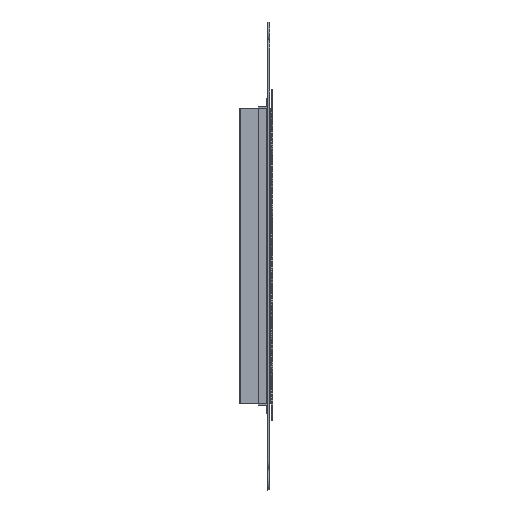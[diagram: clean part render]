
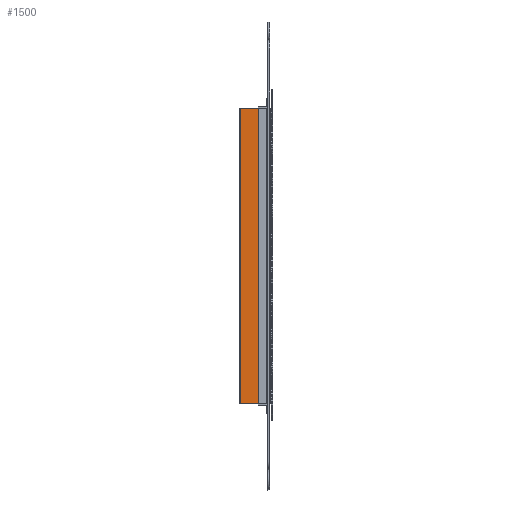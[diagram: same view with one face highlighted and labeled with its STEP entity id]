
A CAD part, left-side view. The second image highlights one B-rep face of the part: STEP entity #1500.
In plain terms, the highlighted free-form (B-spline) face has degree [2, 1] with [3, 2] control points.
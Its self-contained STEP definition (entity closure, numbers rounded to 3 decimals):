
#1500=ADVANCED_FACE('',(#1762),#5920,.T.);
#1762=FACE_OUTER_BOUND('',#2029,.T.);
#2029=EDGE_LOOP('',(#2382,#2383,#2384,#2385));
#2382=ORIENTED_EDGE('',*,*,#3751,.T.);
#2383=ORIENTED_EDGE('',*,*,#3732,.T.);
#2384=ORIENTED_EDGE('',*,*,#3752,.F.);
#2385=ORIENTED_EDGE('',*,*,#3749,.F.);
#3732=EDGE_CURVE('',#5393,#5396,#4549,.T.);
#3749=EDGE_CURVE('',#5407,#5408,#4566,.T.);
#3751=EDGE_CURVE('',#5407,#5393,#4568,.T.);
#3752=EDGE_CURVE('',#5408,#5396,#4569,.T.);
#4549=(
BOUNDED_CURVE()
B_SPLINE_CURVE(1,(#6592,#6593),.UNSPECIFIED.,.F.,.F.)
B_SPLINE_CURVE_WITH_KNOTS((2,2),(0.,935.),.UNSPECIFIED.)
CURVE()
GEOMETRIC_REPRESENTATION_ITEM()
RATIONAL_B_SPLINE_CURVE((1.,1.))
REPRESENTATION_ITEM('')
);
#4566=(
BOUNDED_CURVE()
B_SPLINE_CURVE(1,(#6637,#6638),.UNSPECIFIED.,.F.,.F.)
B_SPLINE_CURVE_WITH_KNOTS((2,2),(0.,935.),.UNSPECIFIED.)
CURVE()
GEOMETRIC_REPRESENTATION_ITEM()
RATIONAL_B_SPLINE_CURVE((1.,1.))
REPRESENTATION_ITEM('')
);
#4568=(
BOUNDED_CURVE()
B_SPLINE_CURVE(2,(#6642,#6643,#6644),.UNSPECIFIED.,.F.,.F.)
B_SPLINE_CURVE_WITH_KNOTS((3,3),(-99.142,-3.142),
 .UNSPECIFIED.)
CURVE()
GEOMETRIC_REPRESENTATION_ITEM()
RATIONAL_B_SPLINE_CURVE((1.,1.,1.))
REPRESENTATION_ITEM('')
);
#4569=(
BOUNDED_CURVE()
B_SPLINE_CURVE(2,(#6645,#6646,#6647),.UNSPECIFIED.,.F.,.F.)
B_SPLINE_CURVE_WITH_KNOTS((3,3),(-99.142,-3.142),
 .UNSPECIFIED.)
CURVE()
GEOMETRIC_REPRESENTATION_ITEM()
RATIONAL_B_SPLINE_CURVE((1.,1.,1.))
REPRESENTATION_ITEM('')
);
#5393=VERTEX_POINT('',#6540);
#5396=VERTEX_POINT('',#6543);
#5407=VERTEX_POINT('',#6554);
#5408=VERTEX_POINT('',#6555);
#5920=(
BOUNDED_SURFACE()
B_SPLINE_SURFACE(2,1,((#6526,#6527),(#6528,#6529),(#6530,#6531)),
 .UNSPECIFIED.,.F.,.F.,.F.)
B_SPLINE_SURFACE_WITH_KNOTS((3,3),(2,2),(-99.142,-3.142),
(0.,935.),.UNSPECIFIED.)
GEOMETRIC_REPRESENTATION_ITEM()
RATIONAL_B_SPLINE_SURFACE(((1.,1.),(1.,1.),(1.,1.)))
REPRESENTATION_ITEM('')
SURFACE()
);
#6526=CARTESIAN_POINT('',(6793.95,-1760.859,224.779));
#6527=CARTESIAN_POINT('',(6793.95,-1760.859,-710.221));
#6528=CARTESIAN_POINT('',(6793.95,-1712.859,224.779));
#6529=CARTESIAN_POINT('',(6793.95,-1712.859,-710.221));
#6530=CARTESIAN_POINT('',(6793.95,-1664.859,224.779));
#6531=CARTESIAN_POINT('',(6793.95,-1664.859,-710.221));
#6540=CARTESIAN_POINT('',(6793.95,-1664.859,224.779));
#6543=CARTESIAN_POINT('',(6793.95,-1664.859,-710.221));
#6554=CARTESIAN_POINT('',(6793.95,-1760.859,224.779));
#6555=CARTESIAN_POINT('',(6793.95,-1760.859,-710.221));
#6592=CARTESIAN_POINT('',(6793.95,-1664.859,224.779));
#6593=CARTESIAN_POINT('',(6793.95,-1664.859,-710.221));
#6637=CARTESIAN_POINT('',(6793.95,-1760.859,224.779));
#6638=CARTESIAN_POINT('',(6793.95,-1760.859,-710.221));
#6642=CARTESIAN_POINT('',(6793.95,-1760.859,224.779));
#6643=CARTESIAN_POINT('',(6793.95,-1712.859,224.779));
#6644=CARTESIAN_POINT('',(6793.95,-1664.859,224.779));
#6645=CARTESIAN_POINT('',(6793.95,-1760.859,-710.221));
#6646=CARTESIAN_POINT('',(6793.95,-1712.859,-710.221));
#6647=CARTESIAN_POINT('',(6793.95,-1664.859,-710.221));
